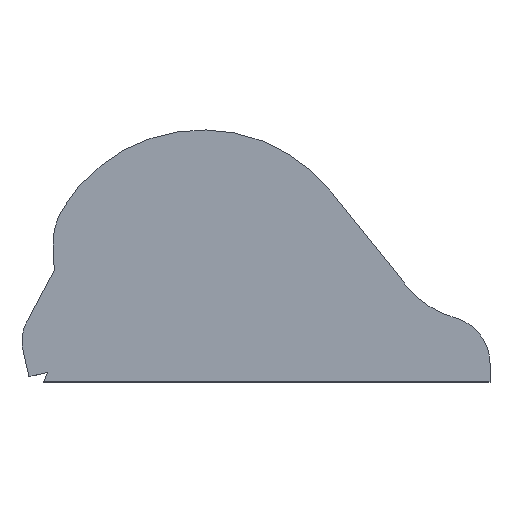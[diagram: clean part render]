
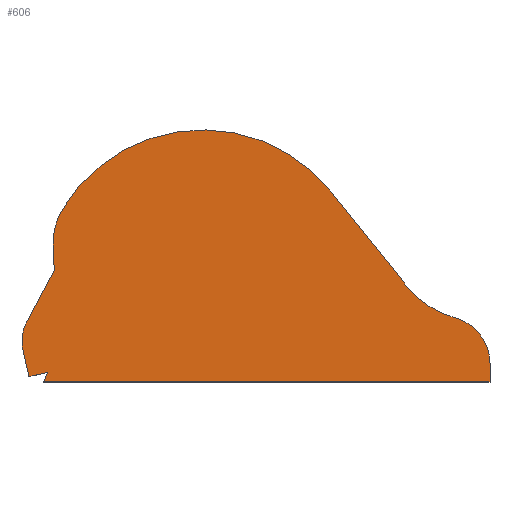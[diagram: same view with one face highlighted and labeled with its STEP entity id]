
A CAD part, top view. The second image highlights one B-rep face of the part: STEP entity #606.
In plain terms, the highlighted planar face has unit normal (0, 0, 1).
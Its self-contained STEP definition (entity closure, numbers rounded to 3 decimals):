
#6 = DIRECTION ( 'NONE',  ( -0.371, -0.928, 0. ) ) ;
#7 = EDGE_CURVE ( 'NONE', #515, #506, #349, .T. ) ;
#14 = CARTESIAN_POINT ( 'NONE',  ( 93.076, 27.911, 14. ) ) ;
#19 = EDGE_CURVE ( 'NONE', #434, #820, #124, .T. ) ;
#30 = ORIENTED_EDGE ( 'NONE', *, *, #7, .T. ) ;
#55 = DIRECTION ( 'NONE',  ( 0., 0., 1. ) ) ;
#77 = DIRECTION ( 'NONE',  ( 0., 0., 1. ) ) ;
#81 = VERTEX_POINT ( 'NONE', #153 ) ;
#83 = CARTESIAN_POINT ( 'NONE',  ( -5.48, 8.61, 14. ) ) ;
#97 = ORIENTED_EDGE ( 'NONE', *, *, #796, .T. ) ;
#118 = DIRECTION ( 'NONE',  ( -0.471, -0.882, 0. ) ) ;
#119 = ORIENTED_EDGE ( 'NONE', *, *, #488, .T. ) ;
#124 = LINE ( 'NONE', #657, #722 ) ;
#125 = VERTEX_POINT ( 'NONE', #158 ) ;
#131 = VERTEX_POINT ( 'NONE', #472 ) ;
#148 = ORIENTED_EDGE ( 'NONE', *, *, #621, .T. ) ;
#149 = CARTESIAN_POINT ( 'NONE',  ( 104.5, 4.783, 14. ) ) ;
#153 = CARTESIAN_POINT ( 'NONE',  ( 93.076, 27.911, 14. ) ) ;
#158 = CARTESIAN_POINT ( 'NONE',  ( 2.5, 35.917, 14. ) ) ;
#192 = ORIENTED_EDGE ( 'NONE', *, *, #357, .T. ) ;
#195 = CARTESIAN_POINT ( 'NONE',  ( 0., 0., 14. ) ) ;
#220 = DIRECTION ( 'NONE',  ( 0.037, -0.999, 0. ) ) ;
#221 = CARTESIAN_POINT ( 'NONE',  ( 114.748, 41.407, 14. ) ) ;
#239 = LINE ( 'NONE', #456, #560 ) ;
#245 = CARTESIAN_POINT ( 'NONE',  ( 2.753, 29.162, 14. ) ) ;
#259 = EDGE_LOOP ( 'NONE', ( #761, #603, #192, #573, #148, #990, #265, #901, #97, #119, #350, #980, #30 ) ) ;
#265 = ORIENTED_EDGE ( 'NONE', *, *, #965, .T. ) ;
#282 = DIRECTION ( 'NONE',  ( 0.217, -0.976, 0. ) ) ;
#285 = AXIS2_PLACEMENT_3D ( 'NONE', #853, #77, #928 ) ;
#294 = LINE ( 'NONE', #436, #776 ) ;
#302 = CARTESIAN_POINT ( 'NONE',  ( 107.868, 16.82, 14. ) ) ;
#312 = CARTESIAN_POINT ( 'NONE',  ( 117., 4.783, 14. ) ) ;
#349 = LINE ( 'NONE', #576, #648 ) ;
#350 = ORIENTED_EDGE ( 'NONE', *, *, #765, .T. ) ;
#357 = EDGE_CURVE ( 'NONE', #756, #434, #294, .T. ) ;
#360 = CARTESIAN_POINT ( 'NONE',  ( 1., 2.5, 14. ) ) ;
#369 = DIRECTION ( 'NONE',  ( 1., 0., 0. ) ) ;
#376 = VECTOR ( 'NONE', #558, 1000. ) ;
#378 = DIRECTION ( 'NONE',  ( 1., 0., 0. ) ) ;
#395 = DIRECTION ( 'NONE',  ( 1., 0., 0. ) ) ;
#420 = AXIS2_PLACEMENT_3D ( 'NONE', #798, #632, #557 ) ;
#434 = VERTEX_POINT ( 'NONE', #993 ) ;
#436 = CARTESIAN_POINT ( 'NONE',  ( 0., 0., 14. ) ) ;
#454 = CIRCLE ( 'NONE', #933, 43. ) ;
#456 = CARTESIAN_POINT ( 'NONE',  ( 2.5, 35.917, 14. ) ) ;
#458 = DIRECTION ( 'NONE',  ( 0.976, 0.217, 0. ) ) ;
#462 = LINE ( 'NONE', #851, #802 ) ;
#469 = CARTESIAN_POINT ( 'NONE',  ( 1., 2.5, 14. ) ) ;
#472 = CARTESIAN_POINT ( 'NONE',  ( -4.541, 15.485, 14. ) ) ;
#475 = EDGE_CURVE ( 'NONE', #738, #756, #545, .T. ) ;
#488 = EDGE_CURVE ( 'NONE', #125, #636, #239, .T. ) ;
#506 = VERTEX_POINT ( 'NONE', #777 ) ;
#509 = LINE ( 'NONE', #825, #884 ) ;
#515 = VERTEX_POINT ( 'NONE', #83 ) ;
#530 = CARTESIAN_POINT ( 'NONE',  ( 4.941, 45.35, 14. ) ) ;
#539 = FACE_OUTER_BOUND ( 'NONE', #259, .T. ) ;
#545 = LINE ( 'NONE', #469, #674 ) ;
#557 = DIRECTION ( 'NONE',  ( 1., 0., 0. ) ) ;
#558 = DIRECTION ( 'NONE',  ( -0.627, 0.779, 0. ) ) ;
#560 = VECTOR ( 'NONE', #220, 1000. ) ;
#565 = EDGE_CURVE ( 'NONE', #131, #515, #942, .T. ) ;
#566 = VERTEX_POINT ( 'NONE', #530 ) ;
#573 = ORIENTED_EDGE ( 'NONE', *, *, #19, .T. ) ;
#576 = CARTESIAN_POINT ( 'NONE',  ( -5.48, 8.61, 14. ) ) ;
#603 = ORIENTED_EDGE ( 'NONE', *, *, #475, .T. ) ;
#606 = ADVANCED_FACE ( 'NONE', ( #539 ), #860, .T. ) ;
#607 = CARTESIAN_POINT ( 'NONE',  ( 19.488, 36.554, 14. ) ) ;
#621 = EDGE_CURVE ( 'NONE', #820, #807, #926, .T. ) ;
#632 = DIRECTION ( 'NONE',  ( 0., 0., 1. ) ) ;
#636 = VERTEX_POINT ( 'NONE', #245 ) ;
#647 = CIRCLE ( 'NONE', #715, 17. ) ;
#648 = VECTOR ( 'NONE', #282, 1000. ) ;
#657 = CARTESIAN_POINT ( 'NONE',  ( 117., 0., 14. ) ) ;
#660 = DIRECTION ( 'NONE',  ( 0., 1., 0. ) ) ;
#662 = CIRCLE ( 'NONE', #979, 25.531 ) ;
#674 = VECTOR ( 'NONE', #6, 1000. ) ;
#699 = EDGE_CURVE ( 'NONE', #852, #566, #454, .T. ) ;
#703 = CARTESIAN_POINT ( 'NONE',  ( 75.224, 50.074, 14. ) ) ;
#712 = LINE ( 'NONE', #14, #376 ) ;
#715 = AXIS2_PLACEMENT_3D ( 'NONE', #607, #945, #939 ) ;
#722 = VECTOR ( 'NONE', #660, 1000. ) ;
#738 = VERTEX_POINT ( 'NONE', #360 ) ;
#756 = VERTEX_POINT ( 'NONE', #195 ) ;
#761 = ORIENTED_EDGE ( 'NONE', *, *, #858, .T. ) ;
#765 = EDGE_CURVE ( 'NONE', #636, #131, #509, .T. ) ;
#776 = VECTOR ( 'NONE', #378, 1000. ) ;
#777 = CARTESIAN_POINT ( 'NONE',  ( -3.881, 1.415, 14. ) ) ;
#783 = DIRECTION ( 'NONE',  ( 0., 0., 1. ) ) ;
#796 = EDGE_CURVE ( 'NONE', #566, #125, #647, .T. ) ;
#798 = CARTESIAN_POINT ( 'NONE',  ( 104.5, 4.783, 14. ) ) ;
#802 = VECTOR ( 'NONE', #458, 1000. ) ;
#807 = VERTEX_POINT ( 'NONE', #302 ) ;
#820 = VERTEX_POINT ( 'NONE', #312 ) ;
#825 = CARTESIAN_POINT ( 'NONE',  ( 2.753, 29.162, 14. ) ) ;
#826 = AXIS2_PLACEMENT_3D ( 'NONE', #149, #783, #943 ) ;
#843 = EDGE_CURVE ( 'NONE', #807, #81, #662, .T. ) ;
#846 = CARTESIAN_POINT ( 'NONE',  ( 41.736, 23.1, 14. ) ) ;
#851 = CARTESIAN_POINT ( 'NONE',  ( -3.881, 1.415, 14. ) ) ;
#852 = VERTEX_POINT ( 'NONE', #703 ) ;
#853 = CARTESIAN_POINT ( 'NONE',  ( 4.282, 10.779, 14. ) ) ;
#858 = EDGE_CURVE ( 'NONE', #506, #738, #462, .T. ) ;
#860 = PLANE ( 'NONE',  #826 ) ;
#884 = VECTOR ( 'NONE', #118, 1000. ) ;
#901 = ORIENTED_EDGE ( 'NONE', *, *, #699, .T. ) ;
#926 = CIRCLE ( 'NONE', #420, 12.5 ) ;
#928 = DIRECTION ( 'NONE',  ( 1., 0., 0. ) ) ;
#933 = AXIS2_PLACEMENT_3D ( 'NONE', #846, #55, #369 ) ;
#939 = DIRECTION ( 'NONE',  ( 1., 0., 0. ) ) ;
#942 = CIRCLE ( 'NONE', #285, 10. ) ;
#943 = DIRECTION ( 'NONE',  ( 1., 0., 0. ) ) ;
#945 = DIRECTION ( 'NONE',  ( 0., 0., 1. ) ) ;
#965 = EDGE_CURVE ( 'NONE', #81, #852, #712, .T. ) ;
#979 = AXIS2_PLACEMENT_3D ( 'NONE', #221, #1008, #395 ) ;
#980 = ORIENTED_EDGE ( 'NONE', *, *, #565, .T. ) ;
#990 = ORIENTED_EDGE ( 'NONE', *, *, #843, .T. ) ;
#993 = CARTESIAN_POINT ( 'NONE',  ( 117., 0., 14. ) ) ;
#1008 = DIRECTION ( 'NONE',  ( 0., 0., -1. ) ) ;
